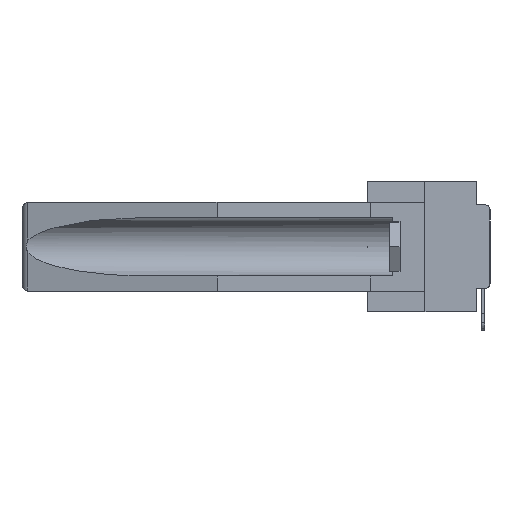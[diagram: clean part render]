
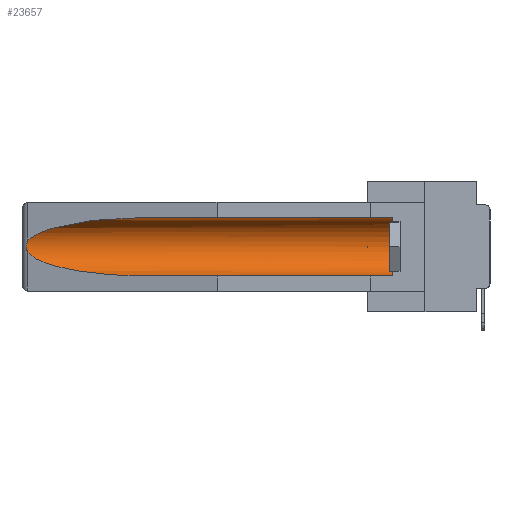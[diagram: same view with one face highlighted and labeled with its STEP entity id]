
A CAD part, left-side view. The second image highlights one B-rep face of the part: STEP entity #23657.
In plain terms, the highlighted cylindrical face has radius 2.857 mm (diameter 5.715 mm), a partial arc.
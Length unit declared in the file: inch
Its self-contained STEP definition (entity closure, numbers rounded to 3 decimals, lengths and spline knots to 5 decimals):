
#56 = ORIENTED_EDGE ( 'NONE', *, *, #4684, .T. ) ;
#142 = CYLINDRICAL_SURFACE ( 'NONE', #32152, 0.1125 ) ;
#320 = CARTESIAN_POINT ( 'NONE',  ( 0.26537, 1.52718, -0.19328 ) ) ;
#347 = DIRECTION ( 'NONE',  ( 0., 1., 0. ) ) ;
#1111 = ORIENTED_EDGE ( 'NONE', *, *, #18883, .T. ) ;
#1283 = VECTOR ( 'NONE', #347, 39.37008 ) ;
#1919 = AXIS2_PLACEMENT_3D ( 'NONE', #9611, #25129, #27730 ) ;
#2356 = DIRECTION ( 'NONE',  ( 0., 0., 1. ) ) ;
#3501 = B_SPLINE_CURVE_WITH_KNOTS ( 'NONE', 3,
 ( #11472, #23612, #11083, #29604, #30003, #8092, #24003, #27002, #8288, #14860 ),
 .UNSPECIFIED., .F., .F.,
 ( 4, 2, 2, 2, 4 ),
 ( 0., 0.00029, 0.00058, 0.00087, 0.00117 ),
 .UNSPECIFIED. ) ;
#3866 = ORIENTED_EDGE ( 'NONE', *, *, #6691, .F. ) ;
#4684 = EDGE_CURVE ( 'NONE', #25978, #5846, #22789, .T. ) ;
#5556 = FACE_OUTER_BOUND ( 'NONE', #12846, .T. ) ;
#5846 = VERTEX_POINT ( 'NONE', #31826 ) ;
#6691 = EDGE_CURVE ( 'NONE', #13609, #12674, #9347, .T. ) ;
#7877 = VERTEX_POINT ( 'NONE', #21485 ) ;
#8092 = CARTESIAN_POINT ( 'NONE',  ( 0.2675, 1.53308, -0.17534 ) ) ;
#8288 = CARTESIAN_POINT ( 'NONE',  ( 0.26597, 1.5296, -0.19026 ) ) ;
#8724 = CARTESIAN_POINT ( 'NONE',  ( 0.155, 0.126, -0.284 ) ) ;
#9347 = LINE ( 'NONE', #27666, #1283 ) ;
#9611 = CARTESIAN_POINT ( 'NONE',  ( 0.155, 0.126, -0.1715 ) ) ;
#10464 = DIRECTION ( 'NONE',  ( 0., 1., 0. ) ) ;
#11083 = CARTESIAN_POINT ( 'NONE',  ( 0.26654, 1.53092, -0.15636 ) ) ;
#11472 = CARTESIAN_POINT ( 'NONE',  ( 0.26537, 1.52718, -0.14972 ) ) ;
#11574 =( BOUNDED_CURVE ( )  B_SPLINE_CURVE ( 3, ( #32108, #13963, #28911, #35292 ),
 .UNSPECIFIED., .F., .F. ) 
 B_SPLINE_CURVE_WITH_KNOTS ( ( 4, 4 ),
 ( 0.1948, 1.5708 ),
 .UNSPECIFIED. ) 
 CURVE ( )  GEOMETRIC_REPRESENTATION_ITEM ( )  RATIONAL_B_SPLINE_CURVE ( ( 1., 0.848, 0.848, 1. ) ) 
 REPRESENTATION_ITEM ( '' )  );
#12343 = CARTESIAN_POINT ( 'NONE',  ( 0.155, -0.30754, -0.1715 ) ) ;
#12674 = VERTEX_POINT ( 'NONE', #25717 ) ;
#12743 = ORIENTED_EDGE ( 'NONE', *, *, #14370, .T. ) ;
#12846 = EDGE_LOOP ( 'NONE', ( #17650, #1111, #12743, #3866, #28470, #56 ) ) ;
#13436 = CARTESIAN_POINT ( 'NONE',  ( 0.155, 1.07973, -0.059 ) ) ;
#13609 = VERTEX_POINT ( 'NONE', #8724 ) ;
#13853 = VERTEX_POINT ( 'NONE', #320 ) ;
#13963 = CARTESIAN_POINT ( 'NONE',  ( 0.25451, 1.48313, -0.24835 ) ) ;
#14370 = EDGE_CURVE ( 'NONE', #13853, #12674, #11574, .T. ) ;
#14860 = CARTESIAN_POINT ( 'NONE',  ( 0.26537, 1.52718, -0.19328 ) ) ;
#17650 = ORIENTED_EDGE ( 'NONE', *, *, #25285, .T. ) ;
#17775 = CARTESIAN_POINT ( 'NONE',  ( 0.155, 0.126, -0.059 ) ) ;
#18883 = EDGE_CURVE ( 'NONE', #7877, #13853, #3501, .T. ) ;
#19097 = CIRCLE ( 'NONE', #1919, 0.1125 ) ;
#21485 = CARTESIAN_POINT ( 'NONE',  ( 0.26537, 1.52718, -0.14972 ) ) ;
#21998 = CARTESIAN_POINT ( 'NONE',  ( 0.25451, 1.48313, -0.09465 ) ) ;
#22789 = LINE ( 'NONE', #25393, #37735 ) ;
#23612 = CARTESIAN_POINT ( 'NONE',  ( 0.26597, 1.52961, -0.15275 ) ) ;
#23657 = ADVANCED_FACE ( 'NONE', ( #5556 ), #142, .F. ) ;
#24003 = CARTESIAN_POINT ( 'NONE',  ( 0.2673, 1.53269, -0.17917 ) ) ;
#25129 = DIRECTION ( 'NONE',  ( 0., -1., 0. ) ) ;
#25285 = EDGE_CURVE ( 'NONE', #5846, #7877, #28081, .T. ) ;
#25393 = CARTESIAN_POINT ( 'NONE',  ( 0.155, -0.30754, -0.059 ) ) ;
#25576 = CARTESIAN_POINT ( 'NONE',  ( 0.21114, 1.30732, -0.059 ) ) ;
#25717 = CARTESIAN_POINT ( 'NONE',  ( 0.155, 1.07973, -0.284 ) ) ;
#25978 = VERTEX_POINT ( 'NONE', #17775 ) ;
#27002 = CARTESIAN_POINT ( 'NONE',  ( 0.26655, 1.53094, -0.18657 ) ) ;
#27666 = CARTESIAN_POINT ( 'NONE',  ( 0.155, -0.30754, -0.284 ) ) ;
#27730 = DIRECTION ( 'NONE',  ( 0., 0., 1. ) ) ;
#28081 =( BOUNDED_CURVE ( )  B_SPLINE_CURVE ( 3, ( #13436, #25576, #21998, #34160 ),
 .UNSPECIFIED., .F., .T. ) 
 B_SPLINE_CURVE_WITH_KNOTS ( ( 4, 4 ),
 ( 4.71239, 6.08839 ),
 .UNSPECIFIED. ) 
 CURVE ( )  GEOMETRIC_REPRESENTATION_ITEM ( )  RATIONAL_B_SPLINE_CURVE ( ( 1., 0.848, 0.848, 1. ) ) 
 REPRESENTATION_ITEM ( '' )  );
#28470 = ORIENTED_EDGE ( 'NONE', *, *, #33611, .T. ) ;
#28911 = CARTESIAN_POINT ( 'NONE',  ( 0.21114, 1.30732, -0.284 ) ) ;
#29604 = CARTESIAN_POINT ( 'NONE',  ( 0.2673, 1.5327, -0.16383 ) ) ;
#30003 = CARTESIAN_POINT ( 'NONE',  ( 0.2675, 1.53308, -0.16763 ) ) ;
#31826 = CARTESIAN_POINT ( 'NONE',  ( 0.155, 1.07973, -0.059 ) ) ;
#32108 = CARTESIAN_POINT ( 'NONE',  ( 0.26537, 1.52718, -0.19328 ) ) ;
#32152 = AXIS2_PLACEMENT_3D ( 'NONE', #12343, #36650, #2356 ) ;
#33611 = EDGE_CURVE ( 'NONE', #13609, #25978, #19097, .T. ) ;
#34160 = CARTESIAN_POINT ( 'NONE',  ( 0.26537, 1.52718, -0.14972 ) ) ;
#35292 = CARTESIAN_POINT ( 'NONE',  ( 0.155, 1.07973, -0.284 ) ) ;
#36650 = DIRECTION ( 'NONE',  ( 0., 1., 0. ) ) ;
#37735 = VECTOR ( 'NONE', #10464, 39.37008 ) ;
